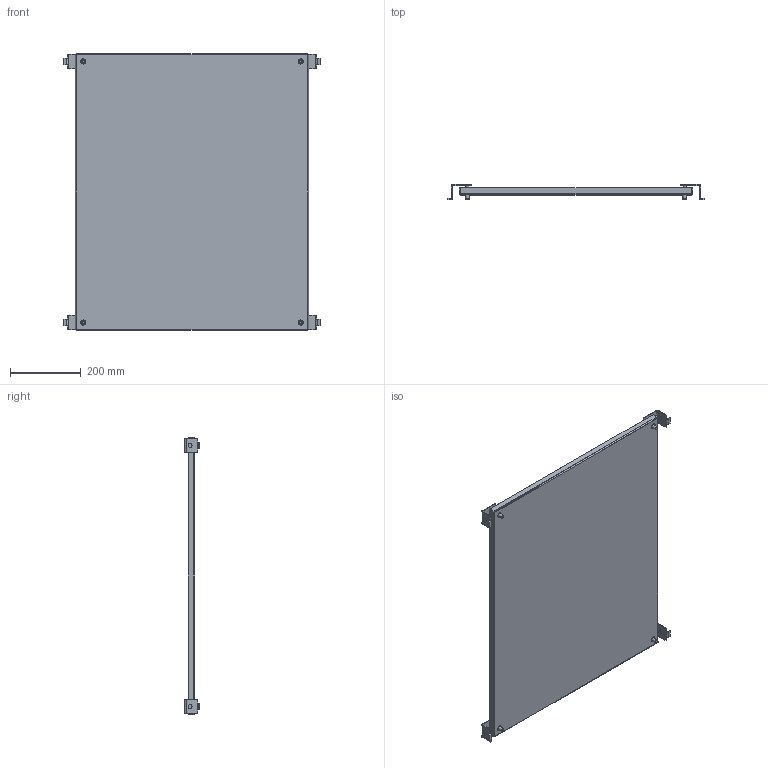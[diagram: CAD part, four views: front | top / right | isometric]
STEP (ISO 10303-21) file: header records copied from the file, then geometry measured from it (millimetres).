
FILE_DESCRIPTION (( 'STEP AP203' ), '1' );
FILE_NAME ('72XHWG_Default.step', '2019-09-13T18:14:11', ( '' ), ( '' ), 'SwSTEP 2.0', 'SolidWorks 2018', '' );
FILE_SCHEMA (( 'CONFIG_CONTROL_DESIGN' ));
Length unit declared in the file: inch
Products named in the file (1): 72XHWG_Default
Bounding box: 725.98 x 42.85 x 784.23 mm (x, y, z)
Volume: 1416385.6 mm3; surface area: 1172728.9 mm2
Topology: 9 solids, 9 shells, 190 faces, 428 edges, 264 vertices
Faces by surface type: plane 94, cylinder 64, bspline 24, cone 8
Entity records: 5619 total; most frequent: CARTESIAN_POINT 1315, DIRECTION 898, ORIENTED_EDGE 856, EDGE_CURVE 428, AXIS2_PLACEMENT_3D 327, VERTEX_POINT 264, VECTOR 244, LINE 244
